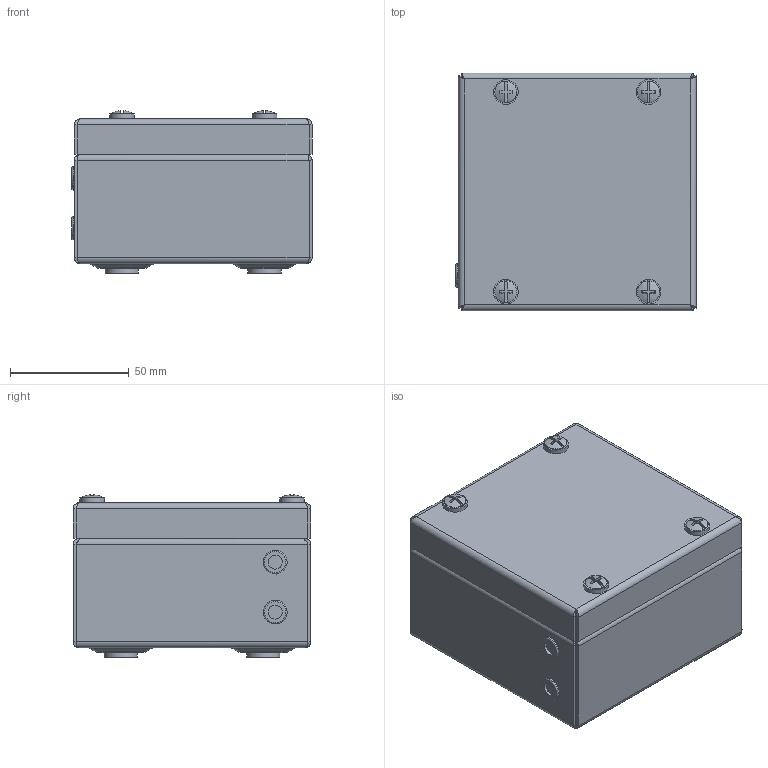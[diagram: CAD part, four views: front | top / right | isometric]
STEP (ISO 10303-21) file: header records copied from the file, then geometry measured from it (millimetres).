
FILE_DESCRIPTION(/* description */ (''),/* implementation_level */ '2;1');
FILE_NAME(/* name */ '20101006000-RST.stp',/* time_stamp */ '2016-07-04T12:22:44+02:00',/* author */ ('SL'),/* organization */ (''),/* preprocessor_version */ 'ST-DEVELOPER v15.2',/* originating_system */ 'Autodesk Inventor 2014',/* authorisation */ '');
FILE_SCHEMA (('AUTOMOTIVE_DESIGN { 1 0 10303 214 3 1 1 }'));
Length unit declared in the file: millimetre
Products named in the file (13): 86003_Bl.1,25; 42107; 42016; Gehäuse-01-BG-0003-20101006000; Gehäuse-01-BT-0002-20101006000; Gehäuse-01-BT-0003-20101006000; 93216; 82198_37.101006; 41070; 42024_Ex; 93379; Gehäuse-01-BG-0001-20101006000
Assembly tree (31 placements, depth 3):
  Gehäuse-01-BG-0001-20101006000
    Gehäuse-01-BG-0003-20101006000
      86003_Bl.1,25  x6
      42107  x2
      42016
    Gehäuse-01-BT-0002-20101006000  x4
    Gehäuse-01-BT-0003-20101006000  x2
    Gehäuse-01-BT-0002-20101006000
      93216  x4
      82198_37.101006  x4
      41070  x4
      42024_Ex
      93379
Bounding box: 101 x 100 x 68.36 mm (x, y, z)
Volume: 89157.8 mm3; surface area: 125850.2 mm2
Topology: 29 solids, 29 shells, 838 faces, 1784 edges, 1055 vertices
Faces by surface type: plane 409, cylinder 230, bspline 100, cone 53, sphere 24, torus 22
Full cylindrical faces by diameter (mm): 4.2 x6, 4.7 x2, 5 x8, 5.9 x6, 6 x1, 7 x13, 7.1 x4, 8 x10, 8.5 x4, 9 x6, 10 x10, 10.4 x4, 14 x4
Entity records: 18823 total; most frequent: CARTESIAN_POINT 8062, DIRECTION 2112, ORIENTED_EDGE 2076, EDGE_CURVE 1038, AXIS2_PLACEMENT_3D 773, VERTEX_POINT 621, EDGE_LOOP 597, LINE 566
